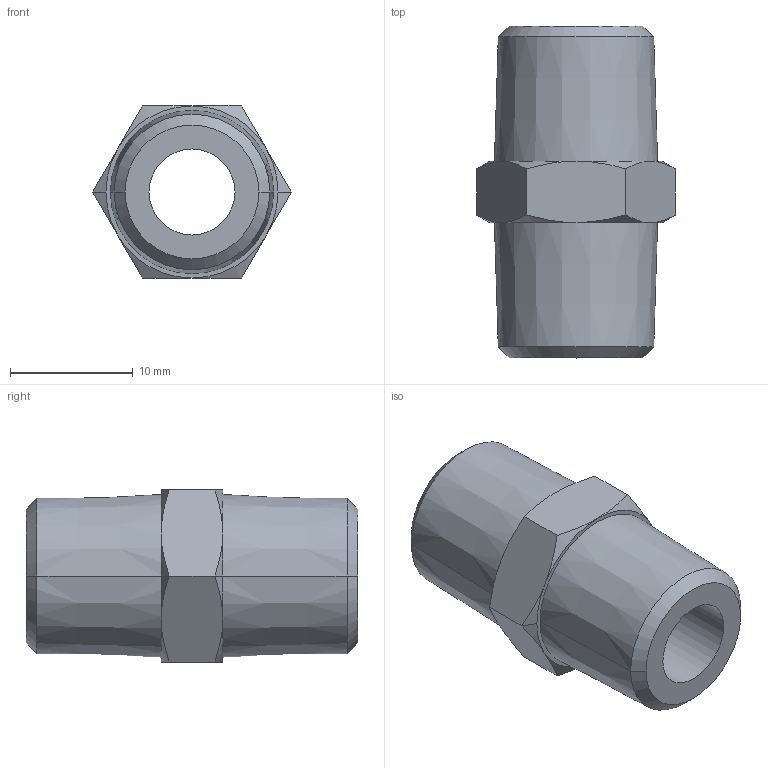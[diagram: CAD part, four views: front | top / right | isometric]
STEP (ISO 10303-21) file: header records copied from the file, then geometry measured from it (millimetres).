
FILE_DESCRIPTION(('STEP AP214'),'1');
FILE_NAME('1821_13_13.stp','2016-07-07T14:25:05',('TraceParts'),('TraceParts S.A.'),'Spatial InterOp 3D',' ',' ');
FILE_SCHEMA(('automotive_design'));
Length unit declared in the file: millimetre
Products named in the file (1): 1821-13-13
Bounding box: 16.17 x 27 x 14 mm (x, y, z)
Volume: 2668.7 mm3; surface area: 1908.9 mm2
Topology: 1 solids, 1 shells, 36 faces, 76 edges, 44 vertices
Faces by surface type: cone 24, plane 10, cylinder 2
Entity records: 1244 total; most frequent: CARTESIAN_POINT 205, DIRECTION 158, ORIENTED_EDGE 152, EDGE_CURVE 76, AXIS2_PLACEMENT_3D 69, VERTEX_POINT 44, EDGE_LOOP 40, STYLED_ITEM 37
